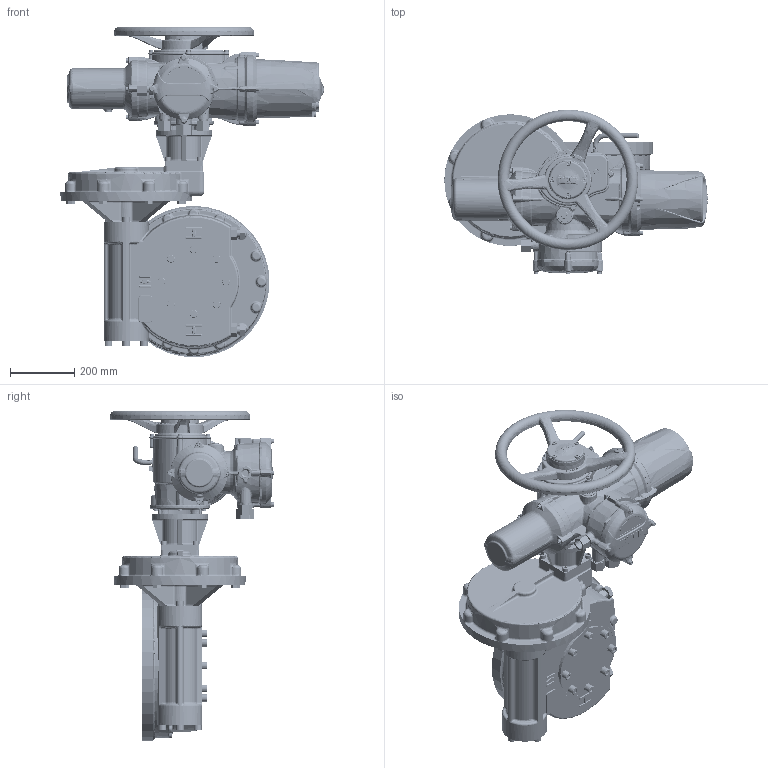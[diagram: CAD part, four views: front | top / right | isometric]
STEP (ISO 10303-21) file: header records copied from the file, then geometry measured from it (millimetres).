
FILE_DESCRIPTION(/* description */ ('Unknown'),/* implementation_level */ '2;1');
FILE_NAME(/* name */ 'II2THWIW7RHENH-1',/* time_stamp */ '2021-10-15T11:34:13+01:00',/* author */ ('Unknown'),/* organization */ ('Unknown'),/* preprocessor_version */ 'ST-DEVELOPER v16.7',/* originating_system */ 'Solid Edge',/* authorisation */ 'Unknown');
FILE_SCHEMA (('AUTOMOTIVE_DESIGN {1 0 10303 214 3 1 1}'));
Products named in the file (1): II2THWIW7RHENH-1
Bounding box: 816.46 x 509.98 x 1025.91 mm (x, y, z)
Volume: 369107.9 mm3; surface area: 2704205.8 mm2
Topology: 53 solids, 54 shells, 8932 faces, 22617 edges, 13645 vertices
Faces by surface type: plane 3247, bspline 2798, cylinder 1103, torus 802, cone 740, sphere 242
Full cylindrical faces by diameter (mm): 1.152 x1, 3 x8, 3.54 x2, 4 x2, 6 x3, 6.45 x12, 6.47 x12, 6.5 x1, 7 x4, 7.6 x4, 8 x29, 8.1 x1, 8.2 x1, 8.5 x4, 10 x1, 11.78 x1, 13 x17, 13.25 x4, 14 x1, 14.376 x4, 15.5 x1, 15.84 x1, 16 x12, 16.5 x12, 17 x8, 18 x15, 21 x10, 23.058 x3, 24 x18, 24.78 x1
Entity records: 383165 total; most frequent: CARTESIAN_POINT 135142, ORIENTED_EDGE 42656, DIRECTION 32587, EDGE_CURVE 21328, VERTEX_POINT 13309, AXIS2_PLACEMENT_3D 12782, FACE_BOUND 9879, EDGE_LOOP 9846
